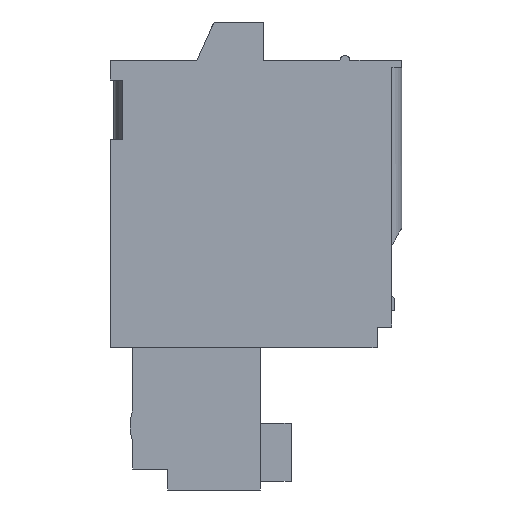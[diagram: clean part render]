
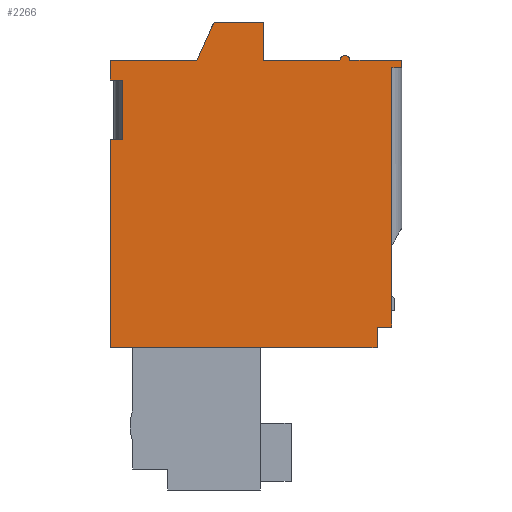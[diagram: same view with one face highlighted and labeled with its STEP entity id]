
A CAD part, left-side view. The second image highlights one B-rep face of the part: STEP entity #2266.
In plain terms, the highlighted planar face has unit normal (-1, 0, 0).
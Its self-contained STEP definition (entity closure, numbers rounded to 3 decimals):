
#2266 = ADVANCED_FACE( '', ( #4504 ), #4505, .T. );
#4504 = FACE_OUTER_BOUND( '', #6715, .T. );
#4505 = PLANE( '', #6716 );
#6715 = EDGE_LOOP( '', ( #13248, #13249, #13250, #13251, #13252, #13253, #13254, #13255, #13256, #13257, #13258, #13259, #13260, #13261, #13262, #13263, #13264, #13265 ) );
#6716 = AXIS2_PLACEMENT_3D( '', #13266, #13267, #13268 );
#13248 = ORIENTED_EDGE( '', *, *, #15641, .T. );
#13249 = ORIENTED_EDGE( '', *, *, #15518, .T. );
#13250 = ORIENTED_EDGE( '', *, *, #15989, .T. );
#13251 = ORIENTED_EDGE( '', *, *, #14016, .T. );
#13252 = ORIENTED_EDGE( '', *, *, #15473, .T. );
#13253 = ORIENTED_EDGE( '', *, *, #16336, .T. );
#13254 = ORIENTED_EDGE( '', *, *, #14514, .T. );
#13255 = ORIENTED_EDGE( '', *, *, #13850, .T. );
#13256 = ORIENTED_EDGE( '', *, *, #15503, .T. );
#13257 = ORIENTED_EDGE( '', *, *, #14408, .T. );
#13258 = ORIENTED_EDGE( '', *, *, #15496, .T. );
#13259 = ORIENTED_EDGE( '', *, *, #14064, .T. );
#13260 = ORIENTED_EDGE( '', *, *, #16071, .T. );
#13261 = ORIENTED_EDGE( '', *, *, #14394, .T. );
#13262 = ORIENTED_EDGE( '', *, *, #14995, .T. );
#13263 = ORIENTED_EDGE( '', *, *, #16033, .T. );
#13264 = ORIENTED_EDGE( '', *, *, #15219, .T. );
#13265 = ORIENTED_EDGE( '', *, *, #15910, .T. );
#13266 = CARTESIAN_POINT( '', ( -6.55, -4.1, 5.55 ) );
#13267 = DIRECTION( '', ( -1., 0., 0. ) );
#13268 = DIRECTION( '', ( 0., 0., 1. ) );
#13850 = EDGE_CURVE( '', #16670, #16671, #16672, .T. );
#14016 = EDGE_CURVE( '', #16968, #16966, #16969, .T. );
#14064 = EDGE_CURVE( '', #17051, #17052, #17053, .T. );
#14394 = EDGE_CURVE( '', #17638, #17636, #17639, .T. );
#14408 = EDGE_CURVE( '', #17664, #17662, #17665, .T. );
#14514 = EDGE_CURVE( '', #17844, #16670, #17845, .T. );
#14995 = EDGE_CURVE( '', #17636, #18613, #18615, .T. );
#15219 = EDGE_CURVE( '', #18947, #18948, #18949, .T. );
#15473 = EDGE_CURVE( '', #16966, #19323, #19324, .T. );
#15496 = EDGE_CURVE( '', #17662, #17051, #19353, .T. );
#15503 = EDGE_CURVE( '', #16671, #17664, #19360, .T. );
#15518 = EDGE_CURVE( '', #19384, #19382, #19385, .T. );
#15641 = EDGE_CURVE( '', #19551, #19384, #19552, .T. );
#15910 = EDGE_CURVE( '', #18948, #19551, #19911, .T. );
#15989 = EDGE_CURVE( '', #19382, #16968, #20004, .T. );
#16033 = EDGE_CURVE( '', #18613, #18947, #20060, .T. );
#16071 = EDGE_CURVE( '', #17052, #17638, #20100, .T. );
#16336 = EDGE_CURVE( '', #19323, #17844, #20400, .T. );
#16670 = VERTEX_POINT( '', #20819 );
#16671 = VERTEX_POINT( '', #20820 );
#16672 = LINE( '', #20821, #20822 );
#16966 = VERTEX_POINT( '', #21245 );
#16968 = VERTEX_POINT( '', #21248 );
#16969 = LINE( '', #21249, #21250 );
#17051 = VERTEX_POINT( '', #21366 );
#17052 = VERTEX_POINT( '', #21367 );
#17053 = LINE( '', #21368, #21369 );
#17636 = VERTEX_POINT( '', #22237 );
#17638 = VERTEX_POINT( '', #22240 );
#17639 = LINE( '', #22241, #22242 );
#17662 = VERTEX_POINT( '', #22273 );
#17664 = VERTEX_POINT( '', #22276 );
#17665 = LINE( '', #22277, #22278 );
#17844 = VERTEX_POINT( '', #22542 );
#17845 = CIRCLE( '', #22543, 0.2 );
#18613 = VERTEX_POINT( '', #23687 );
#18615 = LINE( '', #23690, #23691 );
#18947 = VERTEX_POINT( '', #24185 );
#18948 = VERTEX_POINT( '', #24186 );
#18949 = LINE( '', #24187, #24188 );
#19323 = VERTEX_POINT( '', #24760 );
#19324 = LINE( '', #24761, #24762 );
#19353 = LINE( '', #24816, #24817 );
#19360 = LINE( '', #24827, #24828 );
#19382 = VERTEX_POINT( '', #24858 );
#19384 = VERTEX_POINT( '', #24861 );
#19385 = LINE( '', #24862, #24863 );
#19551 = VERTEX_POINT( '', #25120 );
#19552 = LINE( '', #25121, #25122 );
#19911 = LINE( '', #25678, #25679 );
#20004 = LINE( '', #25819, #25820 );
#20060 = LINE( '', #25907, #25908 );
#20100 = LINE( '', #25967, #25968 );
#20400 = LINE( '', #26405, #26406 );
#20819 = CARTESIAN_POINT( '', ( -6.55, -3.9, 5.55 ) );
#20820 = CARTESIAN_POINT( '', ( -6.55, -0.8, 5.55 ) );
#20821 = CARTESIAN_POINT( '', ( -6.55, -3.9, 5.55 ) );
#20822 = VECTOR( '', #26681, 1000. );
#21245 = CARTESIAN_POINT( '', ( -6.55, -6.4, 5.25 ) );
#21248 = CARTESIAN_POINT( '', ( -6.55, -6., 5.25 ) );
#21249 = CARTESIAN_POINT( '', ( -6.55, -6., 5.25 ) );
#21250 = VECTOR( '', #26842, 1000. );
#21366 = CARTESIAN_POINT( '', ( -6.55, 1.9, 5.55 ) );
#21367 = CARTESIAN_POINT( '', ( -6.55, 5.4, 5.55 ) );
#21368 = CARTESIAN_POINT( '', ( -6.55, 1.9, 5.55 ) );
#21369 = VECTOR( '', #26889, 1000. );
#22237 = CARTESIAN_POINT( '', ( -6.55, 4.9, 4.75 ) );
#22240 = CARTESIAN_POINT( '', ( -6.55, 5.4, 4.75 ) );
#22241 = CARTESIAN_POINT( '', ( -6.55, 5.4, 4.75 ) );
#22242 = VECTOR( '', #27213, 1000. );
#22273 = CARTESIAN_POINT( '', ( -6.55, 1.2, 7.1 ) );
#22276 = CARTESIAN_POINT( '', ( -6.55, -0.8, 7.1 ) );
#22277 = CARTESIAN_POINT( '', ( -6.55, -0.8, 7.1 ) );
#22278 = VECTOR( '', #27232, 1000. );
#22542 = CARTESIAN_POINT( '', ( -6.55, -4.3, 5.55 ) );
#22543 = AXIS2_PLACEMENT_3D( '', #27321, #27322, #27323 );
#23687 = CARTESIAN_POINT( '', ( -6.55, 4.9, 2.35 ) );
#23690 = CARTESIAN_POINT( '', ( -6.55, 4.9, 4.75 ) );
#23691 = VECTOR( '', #27803, 1000. );
#24185 = CARTESIAN_POINT( '', ( -6.55, 5.4, 2.35 ) );
#24186 = CARTESIAN_POINT( '', ( -6.55, 5.4, -6.1 ) );
#24187 = CARTESIAN_POINT( '', ( -6.55, 5.4, 2.35 ) );
#24188 = VECTOR( '', #27996, 1000. );
#24760 = CARTESIAN_POINT( '', ( -6.55, -6.4, 5.55 ) );
#24761 = CARTESIAN_POINT( '', ( -6.55, -6.4, 5.25 ) );
#24762 = VECTOR( '', #28241, 1000. );
#24816 = CARTESIAN_POINT( '', ( -6.55, 1.2, 7.1 ) );
#24817 = VECTOR( '', #28257, 1000. );
#24827 = CARTESIAN_POINT( '', ( -6.55, -0.8, 5.55 ) );
#24828 = VECTOR( '', #28261, 1000. );
#24858 = CARTESIAN_POINT( '', ( -6.55, -6., -5.25 ) );
#24861 = CARTESIAN_POINT( '', ( -6.55, -5.4, -5.25 ) );
#24862 = CARTESIAN_POINT( '', ( -6.55, -5.4, -5.25 ) );
#24863 = VECTOR( '', #28274, 1000. );
#25120 = CARTESIAN_POINT( '', ( -6.55, -5.4, -6.1 ) );
#25121 = CARTESIAN_POINT( '', ( -6.55, -5.4, -6.1 ) );
#25122 = VECTOR( '', #28375, 1000. );
#25678 = CARTESIAN_POINT( '', ( -6.55, 5.4, -6.1 ) );
#25679 = VECTOR( '', #28589, 1000. );
#25819 = CARTESIAN_POINT( '', ( -6.55, -6., -5.25 ) );
#25820 = VECTOR( '', #28640, 1000. );
#25907 = CARTESIAN_POINT( '', ( -6.55, 4.9, 2.35 ) );
#25908 = VECTOR( '', #28681, 1000. );
#25967 = CARTESIAN_POINT( '', ( -6.55, 5.4, 5.55 ) );
#25968 = VECTOR( '', #28707, 1000. );
#26405 = CARTESIAN_POINT( '', ( -6.55, -6.4, 5.55 ) );
#26406 = VECTOR( '', #28887, 1000. );
#26681 = DIRECTION( '', ( 0., 1., 0. ) );
#26842 = DIRECTION( '', ( 0., -1., 0. ) );
#26889 = DIRECTION( '', ( 0., 1., 0. ) );
#27213 = DIRECTION( '', ( 0., -1., 0. ) );
#27232 = DIRECTION( '', ( 0., 1., 0. ) );
#27321 = CARTESIAN_POINT( '', ( -6.55, -4.1, 5.55 ) );
#27322 = DIRECTION( '', ( -1., 0., 0. ) );
#27323 = DIRECTION( '', ( 0., -1., 0. ) );
#27803 = DIRECTION( '', ( 0., 0., -1. ) );
#27996 = DIRECTION( '', ( 0., 0., -1. ) );
#28241 = DIRECTION( '', ( 0., 0., 1. ) );
#28257 = DIRECTION( '', ( 0., 0.412, -0.911 ) );
#28261 = DIRECTION( '', ( 0., 0., 1. ) );
#28274 = DIRECTION( '', ( 0., -1., 0. ) );
#28375 = DIRECTION( '', ( 0., 0., 1. ) );
#28589 = DIRECTION( '', ( 0., -1., 0. ) );
#28640 = DIRECTION( '', ( 0., 0., 1. ) );
#28681 = DIRECTION( '', ( 0., 1., 0. ) );
#28707 = DIRECTION( '', ( 0., 0., -1. ) );
#28887 = DIRECTION( '', ( 0., 1., 0. ) );
